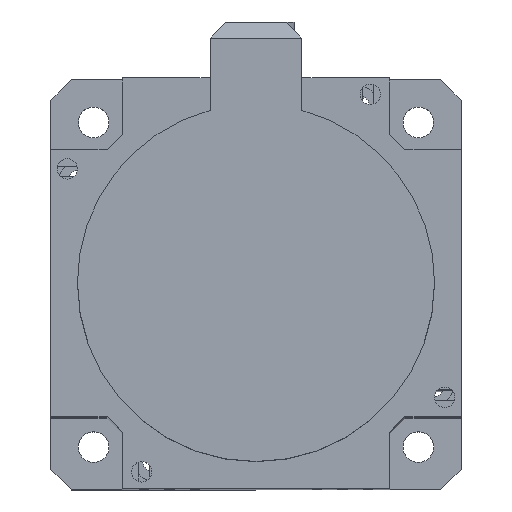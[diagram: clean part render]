
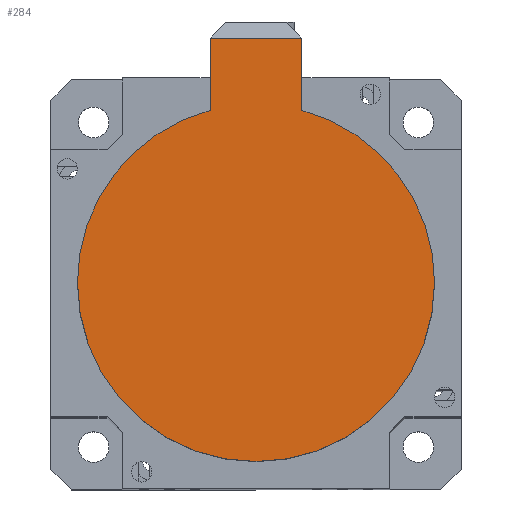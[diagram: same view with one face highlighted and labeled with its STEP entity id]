
A CAD part, top view. The second image highlights one B-rep face of the part: STEP entity #284.
In plain terms, the highlighted planar face has unit normal (0, 0, 1).
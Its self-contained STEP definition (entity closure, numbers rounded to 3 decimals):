
#284 = ADVANCED_FACE ( 'NONE', ( #4331 ), #9404, .T. ) ;
#727 = DIRECTION ( 'NONE',  ( 1., 0., 0. ) ) ;
#760 = DIRECTION ( 'NONE',  ( 0., 1., 0. ) ) ;
#942 = AXIS2_PLACEMENT_3D ( 'NONE', #7237, #3031, #727 ) ;
#1670 = LINE ( 'NONE', #10716, #8006 ) ;
#1671 = EDGE_CURVE ( 'NONE', #4333, #2967, #1732, .T. ) ;
#1732 = LINE ( 'NONE', #10254, #2389 ) ;
#1852 = ORIENTED_EDGE ( 'NONE', *, *, #5011, .T. ) ;
#2389 = VECTOR ( 'NONE', #760, 1000. ) ;
#2523 = ORIENTED_EDGE ( 'NONE', *, *, #7261, .T. ) ;
#2967 = VERTEX_POINT ( 'NONE', #11306 ) ;
#3031 = DIRECTION ( 'NONE',  ( 0., 0., 1. ) ) ;
#3725 = CIRCLE ( 'NONE', #5139, 35. ) ;
#4058 = ORIENTED_EDGE ( 'NONE', *, *, #7197, .T. ) ;
#4331 = FACE_OUTER_BOUND ( 'NONE', #12521, .T. ) ;
#4333 = VERTEX_POINT ( 'NONE', #6608 ) ;
#4476 = AXIS2_PLACEMENT_3D ( 'NONE', #12441, #7038, #12343 ) ;
#4625 = VERTEX_POINT ( 'NONE', #12480 ) ;
#4770 = VERTEX_POINT ( 'NONE', #6290 ) ;
#5011 = EDGE_CURVE ( 'NONE', #4770, #4625, #1670, .T. ) ;
#5121 = CIRCLE ( 'NONE', #4476, 35. ) ;
#5139 = AXIS2_PLACEMENT_3D ( 'NONE', #8936, #5649, #7803 ) ;
#5282 = CARTESIAN_POINT ( 'NONE',  ( 75.2, 40.2, 22. ) ) ;
#5649 = DIRECTION ( 'NONE',  ( 0., 0., 1. ) ) ;
#5808 = AXIS2_PLACEMENT_3D ( 'NONE', #7248, #12604, #10560 ) ;
#6290 = CARTESIAN_POINT ( 'NONE',  ( 31.2, 88.2, 22. ) ) ;
#6548 = ORIENTED_EDGE ( 'NONE', *, *, #10806, .T. ) ;
#6608 = CARTESIAN_POINT ( 'NONE',  ( 49.2, 74.023, 22. ) ) ;
#7038 = DIRECTION ( 'NONE',  ( 0., 0., 1. ) ) ;
#7197 = EDGE_CURVE ( 'NONE', #11354, #9375, #5121, .T. ) ;
#7217 = CARTESIAN_POINT ( 'NONE',  ( 5.2, 40.2, 22. ) ) ;
#7237 = CARTESIAN_POINT ( 'NONE',  ( 40.2, 40.2, 22. ) ) ;
#7248 = CARTESIAN_POINT ( 'NONE',  ( 40.2, 40.2, 22. ) ) ;
#7261 = EDGE_CURVE ( 'NONE', #9375, #4333, #8604, .T. ) ;
#7803 = DIRECTION ( 'NONE',  ( 1., 0., 0. ) ) ;
#8006 = VECTOR ( 'NONE', #12885, 1000. ) ;
#8521 = ORIENTED_EDGE ( 'NONE', *, *, #8973, .T. ) ;
#8604 = CIRCLE ( 'NONE', #942, 35. ) ;
#8936 = CARTESIAN_POINT ( 'NONE',  ( 40.2, 40.2, 22. ) ) ;
#8967 = CARTESIAN_POINT ( 'NONE',  ( 40.2, 88.2, 22. ) ) ;
#8973 = EDGE_CURVE ( 'NONE', #4625, #11354, #3725, .T. ) ;
#9375 = VERTEX_POINT ( 'NONE', #5282 ) ;
#9404 = PLANE ( 'NONE',  #5808 ) ;
#10254 = CARTESIAN_POINT ( 'NONE',  ( 49.2, 91.2, 22. ) ) ;
#10330 = LINE ( 'NONE', #8967, #12168 ) ;
#10560 = DIRECTION ( 'NONE',  ( 1., 0., 0. ) ) ;
#10716 = CARTESIAN_POINT ( 'NONE',  ( 31.2, 71.2, 22. ) ) ;
#10806 = EDGE_CURVE ( 'NONE', #2967, #4770, #10330, .T. ) ;
#11306 = CARTESIAN_POINT ( 'NONE',  ( 49.2, 88.2, 22. ) ) ;
#11354 = VERTEX_POINT ( 'NONE', #7217 ) ;
#12168 = VECTOR ( 'NONE', #13203, 1000. ) ;
#12343 = DIRECTION ( 'NONE',  ( 1., 0., 0. ) ) ;
#12356 = ORIENTED_EDGE ( 'NONE', *, *, #1671, .T. ) ;
#12441 = CARTESIAN_POINT ( 'NONE',  ( 40.2, 40.2, 22. ) ) ;
#12480 = CARTESIAN_POINT ( 'NONE',  ( 31.2, 74.023, 22. ) ) ;
#12521 = EDGE_LOOP ( 'NONE', ( #12356, #6548, #1852, #8521, #4058, #2523 ) ) ;
#12604 = DIRECTION ( 'NONE',  ( 0., 0., 1. ) ) ;
#12885 = DIRECTION ( 'NONE',  ( 0., -1., 0. ) ) ;
#13203 = DIRECTION ( 'NONE',  ( -1., 0., 0. ) ) ;
